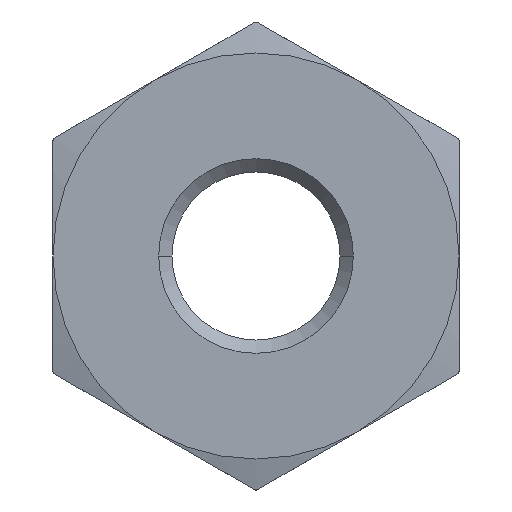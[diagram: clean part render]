
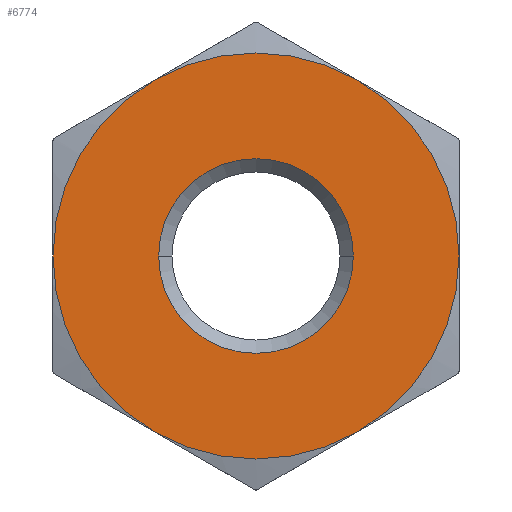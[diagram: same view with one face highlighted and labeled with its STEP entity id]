
A CAD part, front view. The second image highlights one B-rep face of the part: STEP entity #6774.
In plain terms, the highlighted planar face has unit normal (0, -1, 0).
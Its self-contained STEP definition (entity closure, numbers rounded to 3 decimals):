
#235 = CIRCLE ( 'NONE', #4951, 22.5 ) ;
#544 = DIRECTION ( 'NONE',  ( 1., 0., 0. ) ) ;
#932 = DIRECTION ( 'NONE',  ( 0., 1., 0. ) ) ;
#1236 = DIRECTION ( 'NONE',  ( 1., 0., 0. ) ) ;
#1257 = AXIS2_PLACEMENT_3D ( 'NONE', #7368, #11434, #544 ) ;
#1318 = CARTESIAN_POINT ( 'NONE',  ( 0., 0., 0. ) ) ;
#1390 = CARTESIAN_POINT ( 'NONE',  ( 11.25, 0., -19.486 ) ) ;
#1415 = CARTESIAN_POINT ( 'NONE',  ( 0., 0., 0. ) ) ;
#1516 = EDGE_CURVE ( 'NONE', #7191, #3670, #10239, .T. ) ;
#1632 = VERTEX_POINT ( 'NONE', #2468 ) ;
#2184 = VERTEX_POINT ( 'NONE', #1390 ) ;
#2272 = DIRECTION ( 'NONE',  ( 1., 0., 0. ) ) ;
#2468 = CARTESIAN_POINT ( 'NONE',  ( 10.792, 0., 0. ) ) ;
#2470 = CARTESIAN_POINT ( 'NONE',  ( -11.25, 0., 19.486 ) ) ;
#2627 = DIRECTION ( 'NONE',  ( 1., 0., 0. ) ) ;
#2892 = CIRCLE ( 'NONE', #6483, 22.5 ) ;
#2913 = EDGE_CURVE ( 'NONE', #3670, #7891, #10195, .T. ) ;
#3015 = CIRCLE ( 'NONE', #6526, 22.5 ) ;
#3175 = ORIENTED_EDGE ( 'NONE', *, *, #11332, .T. ) ;
#3252 = AXIS2_PLACEMENT_3D ( 'NONE', #11926, #8746, #5826 ) ;
#3410 = DIRECTION ( 'NONE',  ( 1., 0., 0. ) ) ;
#3670 = VERTEX_POINT ( 'NONE', #10567 ) ;
#3719 = FACE_OUTER_BOUND ( 'NONE', #8001, .T. ) ;
#3736 = EDGE_CURVE ( 'NONE', #7891, #6376, #2892, .T. ) ;
#3899 = PLANE ( 'NONE',  #8670 ) ;
#3946 = CARTESIAN_POINT ( 'NONE',  ( -11.25, 0., -19.486 ) ) ;
#4380 = EDGE_CURVE ( 'NONE', #10828, #2184, #6989, .T. ) ;
#4577 = VERTEX_POINT ( 'NONE', #4869 ) ;
#4869 = CARTESIAN_POINT ( 'NONE',  ( -10.792, 0., 0. ) ) ;
#4951 = AXIS2_PLACEMENT_3D ( 'NONE', #9692, #10715, #9652 ) ;
#5106 = ORIENTED_EDGE ( 'NONE', *, *, #5265, .T. ) ;
#5265 = EDGE_CURVE ( 'NONE', #6376, #10828, #235, .T. ) ;
#5551 = CARTESIAN_POINT ( 'NONE',  ( 0., 0., 0. ) ) ;
#5638 = ORIENTED_EDGE ( 'NONE', *, *, #6941, .F. ) ;
#5741 = CARTESIAN_POINT ( 'NONE',  ( 0., 0., 0. ) ) ;
#5826 = DIRECTION ( 'NONE',  ( 1., 0., 0. ) ) ;
#6275 = CARTESIAN_POINT ( 'NONE',  ( 0., 0., 0. ) ) ;
#6356 = DIRECTION ( 'NONE',  ( 0., -1., 0. ) ) ;
#6376 = VERTEX_POINT ( 'NONE', #10367 ) ;
#6451 = EDGE_LOOP ( 'NONE', ( #11103, #5638 ) ) ;
#6483 = AXIS2_PLACEMENT_3D ( 'NONE', #5551, #9357, #2627 ) ;
#6526 = AXIS2_PLACEMENT_3D ( 'NONE', #6275, #6356, #2272 ) ;
#6774 = ADVANCED_FACE ( 'NONE', ( #3719, #8965 ), #3899, .F. ) ;
#6941 = EDGE_CURVE ( 'NONE', #4577, #1632, #11846, .T. ) ;
#6989 = CIRCLE ( 'NONE', #12158, 22.5 ) ;
#7191 = VERTEX_POINT ( 'NONE', #11016 ) ;
#7368 = CARTESIAN_POINT ( 'NONE',  ( 0., 0., 0. ) ) ;
#7891 = VERTEX_POINT ( 'NONE', #2470 ) ;
#7902 = ORIENTED_EDGE ( 'NONE', *, *, #2913, .T. ) ;
#8001 = EDGE_LOOP ( 'NONE', ( #5106, #9732, #3175, #10301, #7902, #11129 ) ) ;
#8670 = AXIS2_PLACEMENT_3D ( 'NONE', #5741, #932, #8793 ) ;
#8746 = DIRECTION ( 'NONE',  ( 0., -1., 0. ) ) ;
#8793 = DIRECTION ( 'NONE',  ( 0., 0., 1. ) ) ;
#8965 = FACE_BOUND ( 'NONE', #6451, .T. ) ;
#9051 = AXIS2_PLACEMENT_3D ( 'NONE', #10550, #9472, #10629 ) ;
#9202 = DIRECTION ( 'NONE',  ( 0., -1., 0. ) ) ;
#9357 = DIRECTION ( 'NONE',  ( 0., -1., 0. ) ) ;
#9472 = DIRECTION ( 'NONE',  ( 0., -1., 0. ) ) ;
#9652 = DIRECTION ( 'NONE',  ( 1., 0., 0. ) ) ;
#9692 = CARTESIAN_POINT ( 'NONE',  ( 0., 0., 0. ) ) ;
#9732 = ORIENTED_EDGE ( 'NONE', *, *, #4380, .T. ) ;
#9811 = AXIS2_PLACEMENT_3D ( 'NONE', #1318, #9202, #1236 ) ;
#10195 = CIRCLE ( 'NONE', #9051, 22.5 ) ;
#10239 = CIRCLE ( 'NONE', #9811, 22.5 ) ;
#10301 = ORIENTED_EDGE ( 'NONE', *, *, #1516, .T. ) ;
#10367 = CARTESIAN_POINT ( 'NONE',  ( -22.5, 0., 0. ) ) ;
#10550 = CARTESIAN_POINT ( 'NONE',  ( 0., 0., 0. ) ) ;
#10567 = CARTESIAN_POINT ( 'NONE',  ( 11.25, 0., 19.486 ) ) ;
#10629 = DIRECTION ( 'NONE',  ( 1., 0., 0. ) ) ;
#10715 = DIRECTION ( 'NONE',  ( 0., -1., 0. ) ) ;
#10828 = VERTEX_POINT ( 'NONE', #3946 ) ;
#10952 = CIRCLE ( 'NONE', #3252, 10.791 ) ;
#11016 = CARTESIAN_POINT ( 'NONE',  ( 22.5, 0., 0. ) ) ;
#11103 = ORIENTED_EDGE ( 'NONE', *, *, #11168, .F. ) ;
#11129 = ORIENTED_EDGE ( 'NONE', *, *, #3736, .T. ) ;
#11168 = EDGE_CURVE ( 'NONE', #1632, #4577, #10952, .T. ) ;
#11235 = DIRECTION ( 'NONE',  ( 0., -1., 0. ) ) ;
#11332 = EDGE_CURVE ( 'NONE', #2184, #7191, #3015, .T. ) ;
#11434 = DIRECTION ( 'NONE',  ( 0., -1., 0. ) ) ;
#11846 = CIRCLE ( 'NONE', #1257, 10.791 ) ;
#11926 = CARTESIAN_POINT ( 'NONE',  ( 0., 0., 0. ) ) ;
#12158 = AXIS2_PLACEMENT_3D ( 'NONE', #1415, #11235, #3410 ) ;
